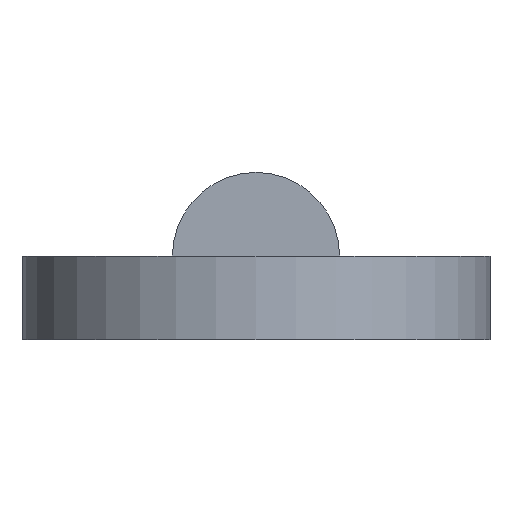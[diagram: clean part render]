
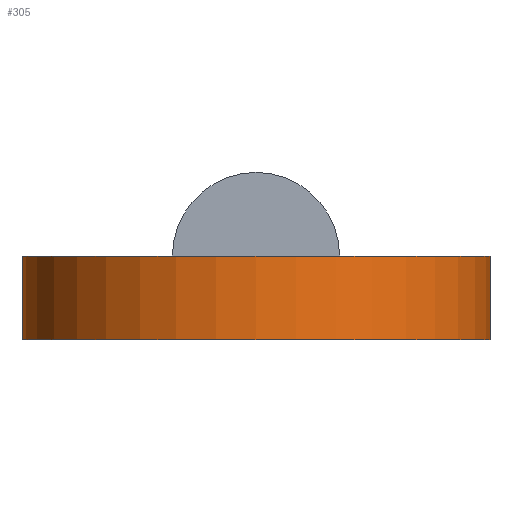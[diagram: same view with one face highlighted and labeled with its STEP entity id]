
A CAD part, left-side view. The second image highlights one B-rep face of the part: STEP entity #305.
In plain terms, the highlighted cylindrical face has radius 7 mm (diameter 14 mm), a partial arc.
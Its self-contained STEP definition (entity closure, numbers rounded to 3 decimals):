
#14 = CARTESIAN_POINT ( 'NONE',  ( -21.538, 0., 0. ) ) ;
#16 = LINE ( 'NONE', #336, #431 ) ;
#20 = CYLINDRICAL_SURFACE ( 'NONE', #422, 7. ) ;
#26 = VERTEX_POINT ( 'NONE', #286 ) ;
#36 = DIRECTION ( 'NONE',  ( 0., 0., 1. ) ) ;
#51 = DIRECTION ( 'NONE',  ( 1., 0., 0. ) ) ;
#61 = CIRCLE ( 'NONE', #132, 7. ) ;
#93 = ORIENTED_EDGE ( 'NONE', *, *, #148, .F. ) ;
#109 = DIRECTION ( 'NONE',  ( 0., 0., 1. ) ) ;
#113 = DIRECTION ( 'NONE',  ( 0., 0., 1. ) ) ;
#132 = AXIS2_PLACEMENT_3D ( 'NONE', #228, #109, #495 ) ;
#133 = EDGE_CURVE ( 'NONE', #466, #26, #207, .T. ) ;
#148 = EDGE_CURVE ( 'NONE', #156, #466, #16, .T. ) ;
#156 = VERTEX_POINT ( 'NONE', #511 ) ;
#164 = ORIENTED_EDGE ( 'NONE', *, *, #487, .T. ) ;
#190 = DIRECTION ( 'NONE',  ( 0., 0., 1. ) ) ;
#193 = CARTESIAN_POINT ( 'NONE',  ( -21.538, 0., -2.5 ) ) ;
#207 = CIRCLE ( 'NONE', #414, 7. ) ;
#228 = CARTESIAN_POINT ( 'NONE',  ( -21.538, 0., -2.5 ) ) ;
#286 = CARTESIAN_POINT ( 'NONE',  ( -15., -2.5, 0. ) ) ;
#305 = ADVANCED_FACE ( 'NONE', ( #334 ), #20, .T. ) ;
#319 = EDGE_LOOP ( 'NONE', ( #437, #93, #516, #164 ) ) ;
#334 = FACE_OUTER_BOUND ( 'NONE', #319, .T. ) ;
#335 = CARTESIAN_POINT ( 'NONE',  ( -15., -2.5, -2.5 ) ) ;
#336 = CARTESIAN_POINT ( 'NONE',  ( -15., 2.5, -2.5 ) ) ;
#337 = VECTOR ( 'NONE', #36, 1000. ) ;
#338 = DIRECTION ( 'NONE',  ( 0., 0., 1. ) ) ;
#346 = EDGE_CURVE ( 'NONE', #156, #351, #61, .T. ) ;
#348 = LINE ( 'NONE', #520, #337 ) ;
#351 = VERTEX_POINT ( 'NONE', #335 ) ;
#380 = DIRECTION ( 'NONE',  ( 1., 0., 0. ) ) ;
#414 = AXIS2_PLACEMENT_3D ( 'NONE', #14, #190, #380 ) ;
#422 = AXIS2_PLACEMENT_3D ( 'NONE', #193, #338, #51 ) ;
#431 = VECTOR ( 'NONE', #113, 1000. ) ;
#437 = ORIENTED_EDGE ( 'NONE', *, *, #133, .F. ) ;
#466 = VERTEX_POINT ( 'NONE', #525 ) ;
#487 = EDGE_CURVE ( 'NONE', #351, #26, #348, .T. ) ;
#495 = DIRECTION ( 'NONE',  ( 1., 0., 0. ) ) ;
#511 = CARTESIAN_POINT ( 'NONE',  ( -15., 2.5, -2.5 ) ) ;
#516 = ORIENTED_EDGE ( 'NONE', *, *, #346, .T. ) ;
#520 = CARTESIAN_POINT ( 'NONE',  ( -15., -2.5, -2.5 ) ) ;
#525 = CARTESIAN_POINT ( 'NONE',  ( -15., 2.5, 0. ) ) ;
